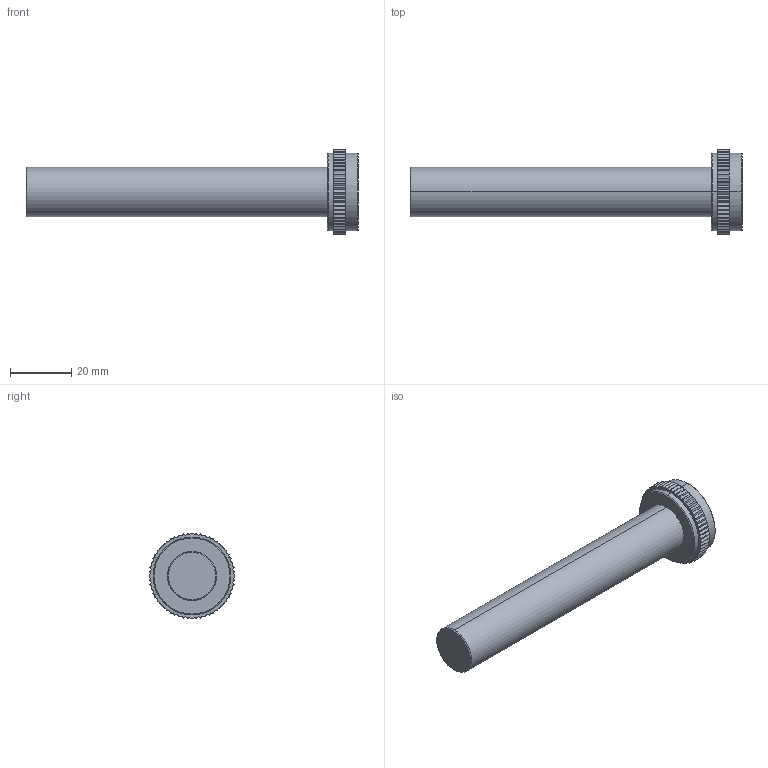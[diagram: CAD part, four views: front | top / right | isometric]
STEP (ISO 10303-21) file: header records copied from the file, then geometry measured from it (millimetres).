
FILE_DESCRIPTION (( 'STEP AP203' ), '1' );
FILE_NAME ('WWL15-110AN STEPͼ.STEP', '2019-11-11T06:34:58', ( '' ), ( '' ), 'SwSTEP 2.0', 'SolidWorks 2014', '' );
FILE_SCHEMA (( 'CONFIG_CONTROL_DESIGN' ));
Length unit declared in the file: millimetre
Products named in the file (1): WWL15-110AN STEPͼ
Bounding box: 108.2 x 28 x 28 mm (x, y, z)
Volume: 25147.6 mm3; surface area: 6972.9 mm2
Topology: 1 solids, 1 shells, 259 faces, 754 edges, 500 vertices
Faces by surface type: cone 128, plane 125, cylinder 6
Entity records: 8821 total; most frequent: CARTESIAN_POINT 2234, ORIENTED_EDGE 1508, DIRECTION 1174, EDGE_CURVE 754, VERTEX_POINT 500, AXIS2_PLACEMENT_3D 400, LINE 374, VECTOR 374
